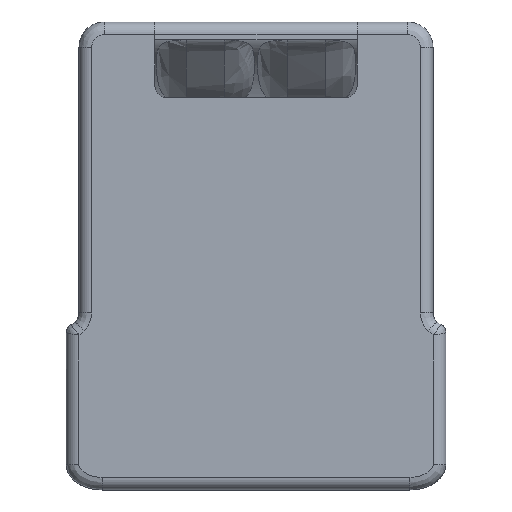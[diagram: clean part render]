
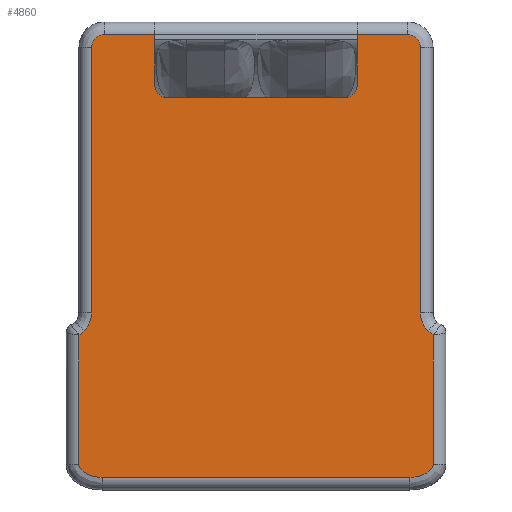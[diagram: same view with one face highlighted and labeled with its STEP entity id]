
A CAD part, front view. The second image highlights one B-rep face of the part: STEP entity #4860.
In plain terms, the highlighted planar face has unit normal (0, -1, 0).
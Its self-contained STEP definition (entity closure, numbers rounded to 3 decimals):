
#78=B_SPLINE_CURVE_WITH_KNOTS('',3,(#6773,#6774,#6775,#6776),
 .UNSPECIFIED.,.F.,.F.,(4,4),(-0.042,-0.016),
 .UNSPECIFIED.);
#79=B_SPLINE_CURVE_WITH_KNOTS('',3,(#6799,#6800,#6801,#6802),
 .UNSPECIFIED.,.F.,.F.,(4,4),(-0.079,0.),
 .UNSPECIFIED.);
#82=B_SPLINE_CURVE_WITH_KNOTS('',3,(#6915,#6916,#6917,#6918,#6919,#6920,
#6921,#6922,#6923),.UNSPECIFIED.,.F.,.F.,(4,1,1,1,1,1,4),(-0.112,
-0.08,-0.048,-0.032,-0.016,
-0.008,0.),.UNSPECIFIED.);
#84=B_SPLINE_CURVE_WITH_KNOTS('',3,(#6987,#6988,#6989,#6990,#6991,#6992,
#6993,#6994,#6995),.UNSPECIFIED.,.F.,.F.,(4,1,1,1,1,1,4),(-0.112,
-0.104,-0.096,-0.08,-0.064,
-0.032,0.),.UNSPECIFIED.);
#87=B_SPLINE_CURVE_WITH_KNOTS('',3,(#7089,#7090,#7091,#7092),
 .UNSPECIFIED.,.F.,.F.,(4,4),(-0.079,0.),.UNSPECIFIED.);
#90=B_SPLINE_CURVE_WITH_KNOTS('',3,(#7143,#7144,#7145,#7146),
 .UNSPECIFIED.,.F.,.F.,(4,4),(-0.026,0.),.UNSPECIFIED.);
#427=PLANE('',#5190);
#559=FACE_OUTER_BOUND('',#861,.T.);
#861=EDGE_LOOP('',(#3455,#3456,#3457,#3458,#3459,#3460,#3461,#3462,#3463,
#3464,#3465,#3466,#3467,#3468,#3469,#3470,#3471,#3472,#3473,#3474));
#1113=LINE('',#6619,#1462);
#1121=LINE('',#6640,#1470);
#1152=LINE('',#6810,#1501);
#1153=LINE('',#6826,#1502);
#1156=LINE('',#6866,#1505);
#1157=LINE('',#6937,#1506);
#1159=LINE('',#7038,#1508);
#1162=LINE('',#7048,#1511);
#1163=LINE('',#7065,#1512);
#1199=LINE('',#7659,#1548);
#1462=VECTOR('',#5511,10.);
#1470=VECTOR('',#5529,10.);
#1501=VECTOR('',#5608,10.);
#1502=VECTOR('',#5617,10.);
#1505=VECTOR('',#5624,10.);
#1506=VECTOR('',#5631,10.);
#1508=VECTOR('',#5637,10.);
#1511=VECTOR('',#5646,10.);
#1512=VECTOR('',#5657,10.);
#1548=VECTOR('',#5731,10.);
#1809=CIRCLE('',#5120,0.5);
#1812=CIRCLE('',#5125,0.5);
#1826=CIRCLE('',#5153,0.5);
#1835=CIRCLE('',#5167,0.5);
#1982=VERTEX_POINT('',#6609);
#1983=VERTEX_POINT('',#6610);
#1986=VERTEX_POINT('',#6618);
#1991=VERTEX_POINT('',#6630);
#1992=VERTEX_POINT('',#6631);
#2023=VERTEX_POINT('',#6739);
#2026=VERTEX_POINT('',#6771);
#2027=VERTEX_POINT('',#6797);
#2028=VERTEX_POINT('',#6808);
#2030=VERTEX_POINT('',#6821);
#2031=VERTEX_POINT('',#6829);
#2034=VERTEX_POINT('',#6864);
#2036=VERTEX_POINT('',#6913);
#2038=VERTEX_POINT('',#6935);
#2040=VERTEX_POINT('',#6985);
#2042=VERTEX_POINT('',#7041);
#2045=VERTEX_POINT('',#7046);
#2046=VERTEX_POINT('',#7058);
#2047=VERTEX_POINT('',#7063);
#2049=VERTEX_POINT('',#7087);
#2451=EDGE_CURVE('',#1982,#1983,#1809,.T.);
#2455=EDGE_CURVE('',#1986,#1983,#1113,.T.);
#2461=EDGE_CURVE('',#1991,#1992,#1812,.T.);
#2466=EDGE_CURVE('',#1982,#1992,#1121,.T.);
#2508=EDGE_CURVE('',#2026,#2023,#78,.T.);
#2510=EDGE_CURVE('',#2027,#2026,#79,.T.);
#2513=EDGE_CURVE('',#2028,#2027,#1152,.T.);
#2515=EDGE_CURVE('',#2030,#2028,#1826,.T.);
#2517=EDGE_CURVE('',#1986,#2030,#1153,.T.);
#2522=EDGE_CURVE('',#2034,#2031,#1156,.T.);
#2524=EDGE_CURVE('',#2036,#2034,#82,.T.);
#2527=EDGE_CURVE('',#2038,#2036,#1157,.T.);
#2530=EDGE_CURVE('',#2040,#2038,#84,.T.);
#2533=EDGE_CURVE('',#2023,#2040,#1159,.T.);
#2538=EDGE_CURVE('',#2045,#2042,#1162,.T.);
#2540=EDGE_CURVE('',#2046,#2045,#1835,.T.);
#2543=EDGE_CURVE('',#2047,#2046,#1163,.T.);
#2545=EDGE_CURVE('',#2049,#2047,#87,.T.);
#2548=EDGE_CURVE('',#2031,#2049,#90,.T.);
#2597=EDGE_CURVE('',#1991,#2042,#1199,.T.);
#3455=ORIENTED_EDGE('',*,*,#2517,.F.);
#3456=ORIENTED_EDGE('',*,*,#2455,.T.);
#3457=ORIENTED_EDGE('',*,*,#2451,.F.);
#3458=ORIENTED_EDGE('',*,*,#2466,.T.);
#3459=ORIENTED_EDGE('',*,*,#2461,.F.);
#3460=ORIENTED_EDGE('',*,*,#2597,.T.);
#3461=ORIENTED_EDGE('',*,*,#2538,.F.);
#3462=ORIENTED_EDGE('',*,*,#2540,.F.);
#3463=ORIENTED_EDGE('',*,*,#2543,.F.);
#3464=ORIENTED_EDGE('',*,*,#2545,.F.);
#3465=ORIENTED_EDGE('',*,*,#2548,.F.);
#3466=ORIENTED_EDGE('',*,*,#2522,.F.);
#3467=ORIENTED_EDGE('',*,*,#2524,.F.);
#3468=ORIENTED_EDGE('',*,*,#2527,.F.);
#3469=ORIENTED_EDGE('',*,*,#2530,.F.);
#3470=ORIENTED_EDGE('',*,*,#2533,.F.);
#3471=ORIENTED_EDGE('',*,*,#2508,.F.);
#3472=ORIENTED_EDGE('',*,*,#2510,.F.);
#3473=ORIENTED_EDGE('',*,*,#2513,.F.);
#3474=ORIENTED_EDGE('',*,*,#2515,.F.);
#4860=ADVANCED_FACE('',(#559),#427,.T.);
#5120=AXIS2_PLACEMENT_3D('',#6611,#5503,#5504);
#5125=AXIS2_PLACEMENT_3D('',#6632,#5520,#5521);
#5153=AXIS2_PLACEMENT_3D('',#6823,#5611,#5612);
#5167=AXIS2_PLACEMENT_3D('',#7060,#5649,#5650);
#5190=AXIS2_PLACEMENT_3D('',#7660,#5732,#5733);
#5503=DIRECTION('center_axis',(0.,-1.,0.));
#5504=DIRECTION('ref_axis',(0.707,0.,-0.707));
#5511=DIRECTION('',(0.,0.,-1.));
#5520=DIRECTION('center_axis',(0.,-1.,0.));
#5521=DIRECTION('ref_axis',(-0.707,0.,-0.707));
#5529=DIRECTION('',(-1.,0.,0.));
#5608=DIRECTION('',(0.,0.,-1.));
#5611=DIRECTION('center_axis',(0.,1.,0.));
#5612=DIRECTION('ref_axis',(0.707,0.,0.707));
#5617=DIRECTION('',(1.,0.,0.));
#5624=DIRECTION('',(0.,0.,1.));
#5631=DIRECTION('',(-1.,0.,0.));
#5637=DIRECTION('',(0.,0.,-1.));
#5646=DIRECTION('',(1.,0.,0.));
#5649=DIRECTION('center_axis',(0.,1.,0.));
#5650=DIRECTION('ref_axis',(-0.707,0.,0.707));
#5657=DIRECTION('',(0.,0.,1.));
#5731=DIRECTION('',(0.,0.,1.));
#5732=DIRECTION('center_axis',(0.,-1.,0.));
#5733=DIRECTION('ref_axis',(1.,0.,0.));
#6609=CARTESIAN_POINT('',(3.5,-4.5,6.25));
#6610=CARTESIAN_POINT('',(4.,-4.5,6.75));
#6611=CARTESIAN_POINT('Origin',(3.5,-4.5,6.75));
#6618=CARTESIAN_POINT('',(4.,-4.5,8.75));
#6619=CARTESIAN_POINT('',(4.,-4.5,9.25));
#6630=CARTESIAN_POINT('',(-4.,-4.5,6.75));
#6631=CARTESIAN_POINT('',(-3.5,-4.5,6.25));
#6632=CARTESIAN_POINT('Origin',(-3.5,-4.5,6.75));
#6640=CARTESIAN_POINT('',(4.,-4.5,6.25));
#6739=CARTESIAN_POINT('',(7.,-4.5,-3.116));
#6771=CARTESIAN_POINT('',(6.793,-4.5,-2.957));
#6773=CARTESIAN_POINT('Ctrl Pts',(6.793,-4.5,-2.957));
#6774=CARTESIAN_POINT('Ctrl Pts',(6.855,-4.5,-3.019));
#6775=CARTESIAN_POINT('Ctrl Pts',(6.924,-4.5,-3.072));
#6776=CARTESIAN_POINT('Ctrl Pts',(7.,-4.5,-3.116));
#6797=CARTESIAN_POINT('',(6.5,-4.5,-2.25));
#6799=CARTESIAN_POINT('Ctrl Pts',(6.5,-4.5,-2.25));
#6800=CARTESIAN_POINT('Ctrl Pts',(6.5,-4.5,-2.512));
#6801=CARTESIAN_POINT('Ctrl Pts',(6.608,-4.5,-2.772));
#6802=CARTESIAN_POINT('Ctrl Pts',(6.793,-4.5,-2.957));
#6808=CARTESIAN_POINT('',(6.5,-4.5,8.25));
#6810=CARTESIAN_POINT('',(6.5,-4.5,-1.125));
#6821=CARTESIAN_POINT('',(6.,-4.5,8.75));
#6823=CARTESIAN_POINT('Origin',(6.,-4.5,8.25));
#6826=CARTESIAN_POINT('',(3.,-4.5,8.75));
#6829=CARTESIAN_POINT('',(-7.,-4.5,-3.116));
#6864=CARTESIAN_POINT('',(-7.,-4.5,-8.25));
#6866=CARTESIAN_POINT('',(-7.,-4.5,-1.513));
#6913=CARTESIAN_POINT('',(-6.086,-4.5,-8.75));
#6915=CARTESIAN_POINT('Ctrl Pts',(-6.086,-4.5,-8.75));
#6916=CARTESIAN_POINT('Ctrl Pts',(-6.193,-4.5,-8.75));
#6917=CARTESIAN_POINT('Ctrl Pts',(-6.407,-4.5,-8.727));
#6918=CARTESIAN_POINT('Ctrl Pts',(-6.662,-4.5,-8.638));
#6919=CARTESIAN_POINT('Ctrl Pts',(-6.843,-4.5,-8.521));
#6920=CARTESIAN_POINT('Ctrl Pts',(-6.938,-4.5,-8.425));
#6921=CARTESIAN_POINT('Ctrl Pts',(-6.989,-4.5,-8.33));
#6922=CARTESIAN_POINT('Ctrl Pts',(-7.,-4.5,-8.277));
#6923=CARTESIAN_POINT('Ctrl Pts',(-7.,-4.5,-8.25));
#6935=CARTESIAN_POINT('',(6.086,-4.5,-8.75));
#6937=CARTESIAN_POINT('',(-3.043,-4.5,-8.75));
#6985=CARTESIAN_POINT('',(7.,-4.5,-8.25));
#6987=CARTESIAN_POINT('Ctrl Pts',(7.,-4.5,-8.25));
#6988=CARTESIAN_POINT('Ctrl Pts',(7.,-4.5,-8.277));
#6989=CARTESIAN_POINT('Ctrl Pts',(6.989,-4.5,-8.33));
#6990=CARTESIAN_POINT('Ctrl Pts',(6.938,-4.5,-8.425));
#6991=CARTESIAN_POINT('Ctrl Pts',(6.843,-4.5,-8.522));
#6992=CARTESIAN_POINT('Ctrl Pts',(6.662,-4.5,-8.638));
#6993=CARTESIAN_POINT('Ctrl Pts',(6.407,-4.5,-8.727));
#6994=CARTESIAN_POINT('Ctrl Pts',(6.193,-4.5,-8.75));
#6995=CARTESIAN_POINT('Ctrl Pts',(6.086,-4.5,-8.75));
#7038=CARTESIAN_POINT('',(7.,-4.5,-4.125));
#7041=CARTESIAN_POINT('',(-4.,-4.5,8.75));
#7046=CARTESIAN_POINT('',(-6.,-4.5,8.75));
#7048=CARTESIAN_POINT('',(-2.,-4.5,8.75));
#7058=CARTESIAN_POINT('',(-6.5,-4.5,8.25));
#7060=CARTESIAN_POINT('Origin',(-6.,-4.5,8.25));
#7063=CARTESIAN_POINT('',(-6.5,-4.5,-2.25));
#7065=CARTESIAN_POINT('',(-6.5,-4.5,4.125));
#7087=CARTESIAN_POINT('',(-6.793,-4.5,-2.957));
#7089=CARTESIAN_POINT('Ctrl Pts',(-6.793,-4.5,-2.957));
#7090=CARTESIAN_POINT('Ctrl Pts',(-6.608,-4.5,-2.772));
#7091=CARTESIAN_POINT('Ctrl Pts',(-6.5,-4.5,-2.512));
#7092=CARTESIAN_POINT('Ctrl Pts',(-6.5,-4.5,-2.25));
#7143=CARTESIAN_POINT('Ctrl Pts',(-7.,-4.5,-3.116));
#7144=CARTESIAN_POINT('Ctrl Pts',(-6.924,-4.5,-3.072));
#7145=CARTESIAN_POINT('Ctrl Pts',(-6.855,-4.5,-3.019));
#7146=CARTESIAN_POINT('Ctrl Pts',(-6.793,-4.5,-2.957));
#7659=CARTESIAN_POINT('',(-4.,-4.5,6.25));
#7660=CARTESIAN_POINT('Origin',(0.,-4.5,0.));
